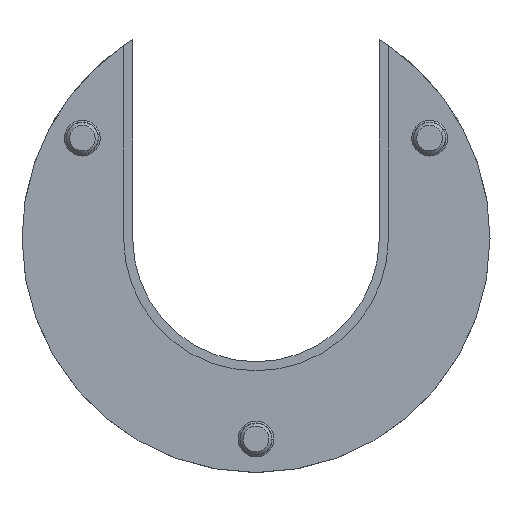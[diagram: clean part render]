
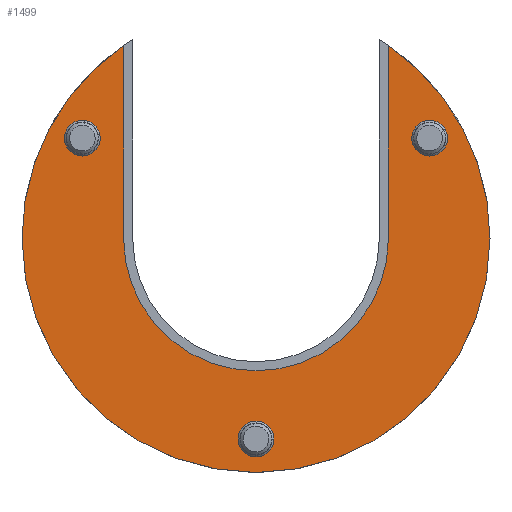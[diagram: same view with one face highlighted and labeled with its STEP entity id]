
A CAD part, front view. The second image highlights one B-rep face of the part: STEP entity #1499.
In plain terms, the highlighted face is planar.
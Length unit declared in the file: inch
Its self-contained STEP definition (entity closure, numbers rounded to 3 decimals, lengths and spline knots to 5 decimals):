
#27 = EDGE_LOOP ( 'NONE', ( #1771, #107 ) ) ;
#33 = EDGE_CURVE ( 'NONE', #1810, #1688, #272, .T. ) ;
#52 = EDGE_CURVE ( 'NONE', #1657, #1810, #579, .T. ) ;
#79 = CARTESIAN_POINT ( 'NONE',  ( 0.64952, -0.375, 0. ) ) ;
#107 = ORIENTED_EDGE ( 'NONE', *, *, #473, .T. ) ;
#109 = VERTEX_POINT ( 'NONE', #849 ) ;
#158 = DIRECTION ( 'NONE',  ( 0., 0., 1. ) ) ;
#184 = VERTEX_POINT ( 'NONE', #972 ) ;
#185 = CARTESIAN_POINT ( 'NONE',  ( 0.495, -0.72153, 0. ) ) ;
#188 = AXIS2_PLACEMENT_3D ( 'NONE', #1674, #674, #817 ) ;
#199 = CIRCLE ( 'NONE', #1698, 0.875 ) ;
#235 = AXIS2_PLACEMENT_3D ( 'NONE', #505, #1515, #353 ) ;
#272 = LINE ( 'NONE', #278, #1726 ) ;
#278 = CARTESIAN_POINT ( 'NONE',  ( 0.495, 0., 0. ) ) ;
#299 = AXIS2_PLACEMENT_3D ( 'NONE', #742, #158, #1167 ) ;
#313 = CARTESIAN_POINT ( 'NONE',  ( 0.875, 0., 0. ) ) ;
#320 = CARTESIAN_POINT ( 'NONE',  ( 0., 0.75, 0. ) ) ;
#327 = FACE_BOUND ( 'NONE', #1495, .T. ) ;
#332 = AXIS2_PLACEMENT_3D ( 'NONE', #1406, #391, #520 ) ;
#353 = DIRECTION ( 'NONE',  ( 1., 0., 0. ) ) ;
#373 = CIRCLE ( 'NONE', #235, 0.875 ) ;
#383 = CARTESIAN_POINT ( 'NONE',  ( 0., 0., 0. ) ) ;
#384 = DIRECTION ( 'NONE',  ( 0., 0., 1. ) ) ;
#391 = DIRECTION ( 'NONE',  ( 0., 0., 1. ) ) ;
#473 = EDGE_CURVE ( 'NONE', #1859, #1684, #1580, .T. ) ;
#489 = ORIENTED_EDGE ( 'NONE', *, *, #1488, .F. ) ;
#490 = DIRECTION ( 'NONE',  ( 1., 0., 0. ) ) ;
#505 = CARTESIAN_POINT ( 'NONE',  ( 0., 0., 0. ) ) ;
#517 = ORIENTED_EDGE ( 'NONE', *, *, #1262, .T. ) ;
#518 = ORIENTED_EDGE ( 'NONE', *, *, #1679, .T. ) ;
#520 = DIRECTION ( 'NONE',  ( 1., 0., 0. ) ) ;
#534 = DIRECTION ( 'NONE',  ( 1., 0., 0. ) ) ;
#570 = DIRECTION ( 'NONE',  ( 0., 0., -1. ) ) ;
#579 = CIRCLE ( 'NONE', #1049, 0.495 ) ;
#582 = EDGE_CURVE ( 'NONE', #1688, #1705, #373, .T. ) ;
#593 = DIRECTION ( 'NONE',  ( 0., 0., 1. ) ) ;
#595 = EDGE_CURVE ( 'NONE', #1684, #1859, #1826, .T. ) ;
#622 = CARTESIAN_POINT ( 'NONE',  ( 0.71645, -0.375, 0. ) ) ;
#645 = CIRCLE ( 'NONE', #1540, 0.06693 ) ;
#650 = EDGE_LOOP ( 'NONE', ( #943, #1047, #489, #1787, #1701, #1781 ) ) ;
#674 = DIRECTION ( 'NONE',  ( 0., 0., 1. ) ) ;
#679 = FACE_BOUND ( 'NONE', #27, .T. ) ;
#742 = CARTESIAN_POINT ( 'NONE',  ( 0., 0., 0. ) ) ;
#762 = VERTEX_POINT ( 'NONE', #1131 ) ;
#817 = DIRECTION ( 'NONE',  ( 1., 0., 0. ) ) ;
#824 = CARTESIAN_POINT ( 'NONE',  ( -0.64952, -0.375, 0. ) ) ;
#849 = CARTESIAN_POINT ( 'NONE',  ( 0.06693, 0.75, 0. ) ) ;
#860 = ORIENTED_EDGE ( 'NONE', *, *, #1870, .T. ) ;
#894 = CIRCLE ( 'NONE', #188, 0.06693 ) ;
#935 = CARTESIAN_POINT ( 'NONE',  ( -0.495, -0.72153, 0. ) ) ;
#943 = ORIENTED_EDGE ( 'NONE', *, *, #52, .F. ) ;
#972 = CARTESIAN_POINT ( 'NONE',  ( -0.71645, -0.375, 0. ) ) ;
#977 = DIRECTION ( 'NONE',  ( 1., 0., 0. ) ) ;
#1012 = AXIS2_PLACEMENT_3D ( 'NONE', #79, #1102, #1520 ) ;
#1046 = CARTESIAN_POINT ( 'NONE',  ( -0.58259, -0.375, 0. ) ) ;
#1047 = ORIENTED_EDGE ( 'NONE', *, *, #1223, .T. ) ;
#1049 = AXIS2_PLACEMENT_3D ( 'NONE', #1572, #570, #1426 ) ;
#1061 = FACE_OUTER_BOUND ( 'NONE', #650, .T. ) ;
#1065 = EDGE_CURVE ( 'NONE', #762, #109, #894, .T. ) ;
#1102 = DIRECTION ( 'NONE',  ( 0., 0., 1. ) ) ;
#1131 = CARTESIAN_POINT ( 'NONE',  ( -0.06693, 0.75, 0. ) ) ;
#1154 = DIRECTION ( 'NONE',  ( 0., -1., 0. ) ) ;
#1167 = DIRECTION ( 'NONE',  ( 1., 0., 0. ) ) ;
#1223 = EDGE_CURVE ( 'NONE', #1657, #1731, #1798, .T. ) ;
#1255 = CARTESIAN_POINT ( 'NONE',  ( -0.64952, -0.375, 0. ) ) ;
#1262 = EDGE_CURVE ( 'NONE', #1666, #184, #645, .T. ) ;
#1300 = PLANE ( 'NONE',  #299 ) ;
#1317 = CIRCLE ( 'NONE', #1799, 0.06693 ) ;
#1341 = DIRECTION ( 'NONE',  ( 0., 0., 1. ) ) ;
#1344 = ORIENTED_EDGE ( 'NONE', *, *, #1065, .T. ) ;
#1347 = VERTEX_POINT ( 'NONE', #1702 ) ;
#1382 = DIRECTION ( 'NONE',  ( 0., -1., 0. ) ) ;
#1392 = DIRECTION ( 'NONE',  ( 0., 0., 1. ) ) ;
#1395 = DIRECTION ( 'NONE',  ( 1., 0., 0. ) ) ;
#1406 = CARTESIAN_POINT ( 'NONE',  ( 0.64952, -0.375, 0. ) ) ;
#1409 = VECTOR ( 'NONE', #1382, 39.37008 ) ;
#1426 = DIRECTION ( 'NONE',  ( -1., 0., 0. ) ) ;
#1441 = FACE_BOUND ( 'NONE', #1484, .T. ) ;
#1452 = CARTESIAN_POINT ( 'NONE',  ( 0., 0., 0. ) ) ;
#1475 = AXIS2_PLACEMENT_3D ( 'NONE', #320, #1341, #490 ) ;
#1484 = EDGE_LOOP ( 'NONE', ( #518, #1344 ) ) ;
#1488 = EDGE_CURVE ( 'NONE', #1347, #1731, #1824, .T. ) ;
#1495 = EDGE_LOOP ( 'NONE', ( #517, #860 ) ) ;
#1499 = ADVANCED_FACE ( 'NONE', ( #1441, #679, #327, #1061 ), #1300, .F. ) ;
#1515 = DIRECTION ( 'NONE',  ( 0., 0., 1. ) ) ;
#1520 = DIRECTION ( 'NONE',  ( 1., 0., 0. ) ) ;
#1531 = CARTESIAN_POINT ( 'NONE',  ( 0.495, 0., 0. ) ) ;
#1540 = AXIS2_PLACEMENT_3D ( 'NONE', #1255, #384, #1395 ) ;
#1572 = CARTESIAN_POINT ( 'NONE',  ( 0., 0., 0. ) ) ;
#1580 = CIRCLE ( 'NONE', #1012, 0.06693 ) ;
#1595 = DIRECTION ( 'NONE',  ( 1., 0., 0. ) ) ;
#1619 = CARTESIAN_POINT ( 'NONE',  ( -0.495, 0., 0. ) ) ;
#1642 = CIRCLE ( 'NONE', #1475, 0.06693 ) ;
#1657 = VERTEX_POINT ( 'NONE', #1619 ) ;
#1666 = VERTEX_POINT ( 'NONE', #1046 ) ;
#1674 = CARTESIAN_POINT ( 'NONE',  ( 0., 0.75, 0. ) ) ;
#1679 = EDGE_CURVE ( 'NONE', #109, #762, #1642, .T. ) ;
#1684 = VERTEX_POINT ( 'NONE', #622 ) ;
#1688 = VERTEX_POINT ( 'NONE', #185 ) ;
#1693 = AXIS2_PLACEMENT_3D ( 'NONE', #1452, #593, #1595 ) ;
#1698 = AXIS2_PLACEMENT_3D ( 'NONE', #383, #1392, #534 ) ;
#1701 = ORIENTED_EDGE ( 'NONE', *, *, #582, .F. ) ;
#1702 = CARTESIAN_POINT ( 'NONE',  ( -0.875, 0., 0. ) ) ;
#1705 = VERTEX_POINT ( 'NONE', #313 ) ;
#1726 = VECTOR ( 'NONE', #1154, 39.37008 ) ;
#1731 = VERTEX_POINT ( 'NONE', #935 ) ;
#1771 = ORIENTED_EDGE ( 'NONE', *, *, #595, .T. ) ;
#1781 = ORIENTED_EDGE ( 'NONE', *, *, #33, .F. ) ;
#1787 = ORIENTED_EDGE ( 'NONE', *, *, #1856, .F. ) ;
#1798 = LINE ( 'NONE', #1827, #1409 ) ;
#1799 = AXIS2_PLACEMENT_3D ( 'NONE', #824, #1840, #977 ) ;
#1810 = VERTEX_POINT ( 'NONE', #1531 ) ;
#1824 = CIRCLE ( 'NONE', #1693, 0.875 ) ;
#1826 = CIRCLE ( 'NONE', #332, 0.06693 ) ;
#1827 = CARTESIAN_POINT ( 'NONE',  ( -0.495, 0., 0. ) ) ;
#1830 = CARTESIAN_POINT ( 'NONE',  ( 0.58259, -0.375, 0. ) ) ;
#1840 = DIRECTION ( 'NONE',  ( 0., 0., 1. ) ) ;
#1856 = EDGE_CURVE ( 'NONE', #1705, #1347, #199, .T. ) ;
#1859 = VERTEX_POINT ( 'NONE', #1830 ) ;
#1870 = EDGE_CURVE ( 'NONE', #184, #1666, #1317, .T. ) ;
